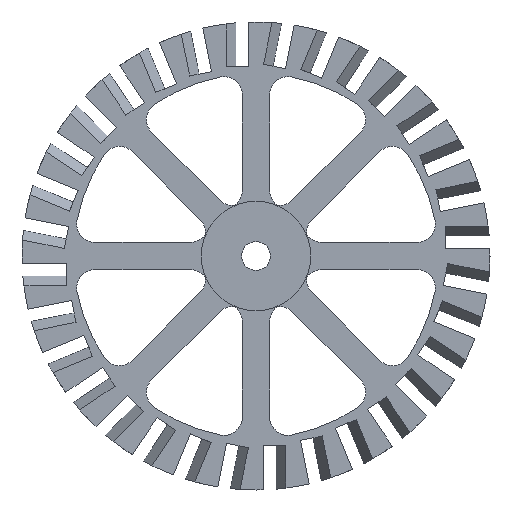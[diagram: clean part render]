
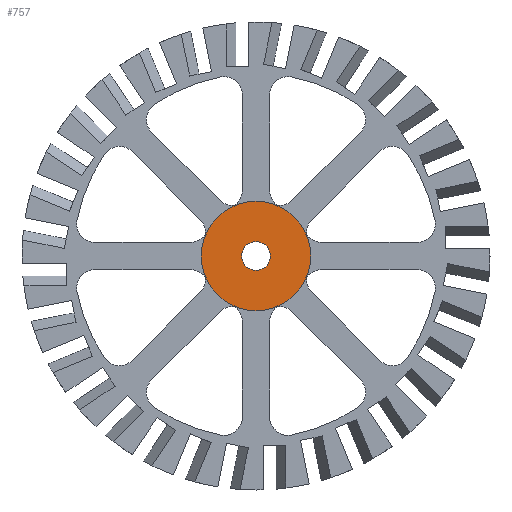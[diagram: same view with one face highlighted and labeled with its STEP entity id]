
A CAD part, front view. The second image highlights one B-rep face of the part: STEP entity #757.
In plain terms, the highlighted planar face has unit normal (0, -1, 0).
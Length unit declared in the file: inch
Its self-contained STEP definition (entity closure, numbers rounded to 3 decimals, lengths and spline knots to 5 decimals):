
#38 = CARTESIAN_POINT ( 'NONE',  ( 0., -0.375, 0. ) ) ;
#594 = VERTEX_POINT ( 'NONE', #7063 ) ;
#757 = ADVANCED_FACE ( 'NONE', ( #9481, #3291 ), #4880, .F. ) ;
#1241 = EDGE_LOOP ( 'NONE', ( #11232, #9601 ) ) ;
#1273 = DIRECTION ( 'NONE',  ( 0., -1., 0. ) ) ;
#1417 = DIRECTION ( 'NONE',  ( 0., 0., -1. ) ) ;
#1820 = AXIS2_PLACEMENT_3D ( 'NONE', #9466, #4158, #1417 ) ;
#2216 = CARTESIAN_POINT ( 'NONE',  ( 0., -0.375, 0.1972 ) ) ;
#2299 = DIRECTION ( 'NONE',  ( 0., 0., 1. ) ) ;
#2420 = DIRECTION ( 'NONE',  ( 0., 1., 0. ) ) ;
#3070 = VERTEX_POINT ( 'NONE', #10124 ) ;
#3291 = FACE_OUTER_BOUND ( 'NONE', #1241, .T. ) ;
#3564 = EDGE_CURVE ( 'NONE', #3707, #594, #11589, .T. ) ;
#3707 = VERTEX_POINT ( 'NONE', #11501 ) ;
#3975 = VERTEX_POINT ( 'NONE', #2216 ) ;
#4094 = EDGE_CURVE ( 'NONE', #3070, #3975, #7051, .T. ) ;
#4158 = DIRECTION ( 'NONE',  ( 0., -1., 0. ) ) ;
#4506 = EDGE_CURVE ( 'NONE', #594, #3707, #10442, .T. ) ;
#4551 = ORIENTED_EDGE ( 'NONE', *, *, #8088, .F. ) ;
#4654 = DIRECTION ( 'NONE',  ( 0., 0., -1. ) ) ;
#4709 = ORIENTED_EDGE ( 'NONE', *, *, #4094, .F. ) ;
#4880 = PLANE ( 'NONE',  #7779 ) ;
#5352 = DIRECTION ( 'NONE',  ( 0., -1., 0. ) ) ;
#6081 = CIRCLE ( 'NONE', #6844, 0.1972 ) ;
#6482 = DIRECTION ( 'NONE',  ( 0., 0., -1. ) ) ;
#6844 = AXIS2_PLACEMENT_3D ( 'NONE', #7499, #1273, #6482 ) ;
#7051 = CIRCLE ( 'NONE', #9681, 0.1972 ) ;
#7063 = CARTESIAN_POINT ( 'NONE',  ( 0., -0.375, 0.75 ) ) ;
#7095 = EDGE_LOOP ( 'NONE', ( #4709, #4551 ) ) ;
#7117 = DIRECTION ( 'NONE',  ( 0., -1., 0. ) ) ;
#7170 = CARTESIAN_POINT ( 'NONE',  ( 0., -0.375, 0. ) ) ;
#7499 = CARTESIAN_POINT ( 'NONE',  ( 0., -0.375, 0. ) ) ;
#7722 = CARTESIAN_POINT ( 'NONE',  ( 0., -0.375, 0. ) ) ;
#7779 = AXIS2_PLACEMENT_3D ( 'NONE', #7722, #2420, #2299 ) ;
#8088 = EDGE_CURVE ( 'NONE', #3975, #3070, #6081, .T. ) ;
#9064 = DIRECTION ( 'NONE',  ( 0., 0., -1. ) ) ;
#9466 = CARTESIAN_POINT ( 'NONE',  ( 0., -0.375, 0. ) ) ;
#9481 = FACE_BOUND ( 'NONE', #7095, .T. ) ;
#9601 = ORIENTED_EDGE ( 'NONE', *, *, #4506, .T. ) ;
#9681 = AXIS2_PLACEMENT_3D ( 'NONE', #38, #5352, #4654 ) ;
#10124 = CARTESIAN_POINT ( 'NONE',  ( 0., -0.375, -0.1972 ) ) ;
#10442 = CIRCLE ( 'NONE', #11194, 0.75 ) ;
#11194 = AXIS2_PLACEMENT_3D ( 'NONE', #7170, #7117, #9064 ) ;
#11232 = ORIENTED_EDGE ( 'NONE', *, *, #3564, .T. ) ;
#11501 = CARTESIAN_POINT ( 'NONE',  ( 0., -0.375, -0.75 ) ) ;
#11589 = CIRCLE ( 'NONE', #1820, 0.75 ) ;
